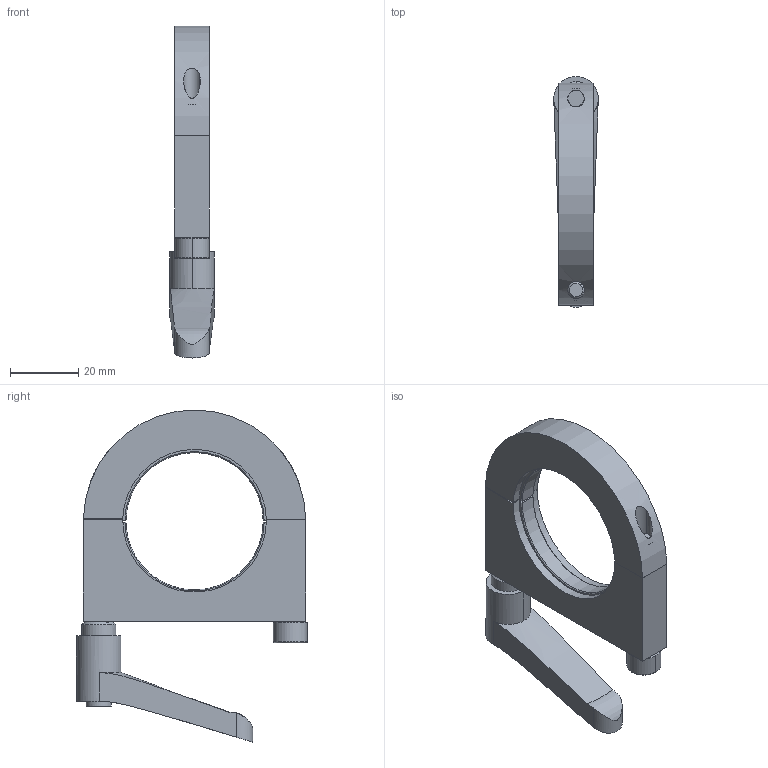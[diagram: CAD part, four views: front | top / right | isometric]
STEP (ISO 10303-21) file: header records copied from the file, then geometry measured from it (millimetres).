
FILE_DESCRIPTION(('CATIA V5 STEP Exchange','CAx-IF Rec.Pracs.--- Model Styling and Organization---1.2---2011-12-15'),'2;1');
FILE_NAME('LRBR.stp','2020-02-25T14:45:42+00:00',('none'),('none'),'CATIA Version 5 Release 21 SP 6 (IN-10)','CATIA V5 STEP AP214','none');
FILE_SCHEMA(('AUTOMOTIVE_DESIGN { 1 0 10303 214 1 1 1 1 }'));
Length unit declared in the file: millimetre
Products named in the file (1): LRBR
Bounding box: 13 x 67.5 x 97 mm (x, y, z)
Volume: 28655.5 mm3; surface area: 17824.5 mm2
Topology: 6 solids, 6 shells, 111 faces, 266 edges, 173 vertices
Faces by surface type: plane 47, cylinder 42, cone 17, torus 5
Entity records: 3459 total; most frequent: CARTESIAN_POINT 1016, ORIENTED_EDGE 532, DIRECTION 402, EDGE_CURVE 266, AXIS2_PLACEMENT_3D 180, VERTEX_POINT 173, VECTOR 132, LINE 132
